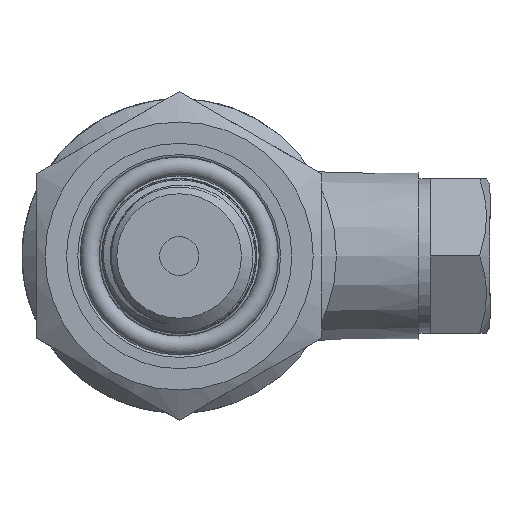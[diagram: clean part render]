
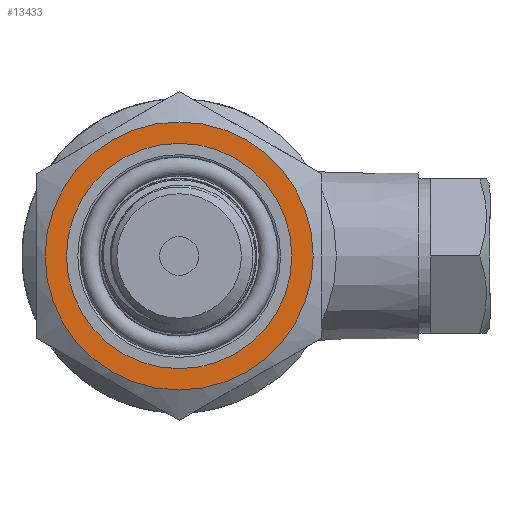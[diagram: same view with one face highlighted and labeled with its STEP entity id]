
A CAD part, left-side view. The second image highlights one B-rep face of the part: STEP entity #13433.
In plain terms, the highlighted planar face has unit normal (-1, 0, 0).
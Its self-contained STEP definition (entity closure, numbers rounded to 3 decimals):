
#1189=FACE_BOUND('',#4175,.T.);
#3194=PLANE('',#14305);
#3378=FACE_OUTER_BOUND('',#4174,.T.);
#4174=EDGE_LOOP('',(#9235));
#4175=EDGE_LOOP('',(#9236));
#5024=CIRCLE('',#14306,11.3);
#5025=CIRCLE('',#14307,9.5);
#5584=VERTEX_POINT('',#19449);
#5585=VERTEX_POINT('',#19451);
#7040=EDGE_CURVE('',#5584,#5584,#5024,.T.);
#7041=EDGE_CURVE('',#5585,#5585,#5025,.T.);
#9235=ORIENTED_EDGE('',*,*,#7040,.T.);
#9236=ORIENTED_EDGE('',*,*,#7041,.T.);
#13433=ADVANCED_FACE('',(#3378,#1189),#3194,.T.);
#14305=AXIS2_PLACEMENT_3D('',#19448,#15383,#15384);
#14306=AXIS2_PLACEMENT_3D('',#19450,#15385,#15386);
#14307=AXIS2_PLACEMENT_3D('',#19452,#15387,#15388);
#15383=DIRECTION('center_axis',(-1.,0.,0.));
#15384=DIRECTION('ref_axis',(0.,0.,1.));
#15385=DIRECTION('center_axis',(-1.,0.,0.));
#15386=DIRECTION('ref_axis',(0.,1.,0.));
#15387=DIRECTION('center_axis',(1.,0.,0.));
#15388=DIRECTION('ref_axis',(0.,0.,-1.));
#19448=CARTESIAN_POINT('Origin',(14.,12.,0.));
#19449=CARTESIAN_POINT('',(14.,-11.3,0.));
#19450=CARTESIAN_POINT('Origin',(14.,0.,0.));
#19451=CARTESIAN_POINT('',(14.,-9.5,0.));
#19452=CARTESIAN_POINT('Origin',(14.,0.,0.));
